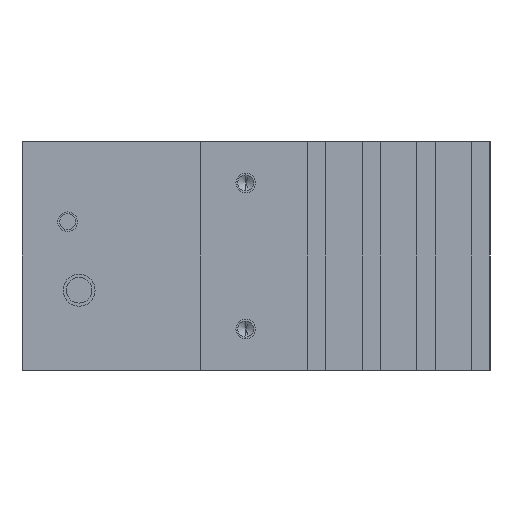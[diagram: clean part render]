
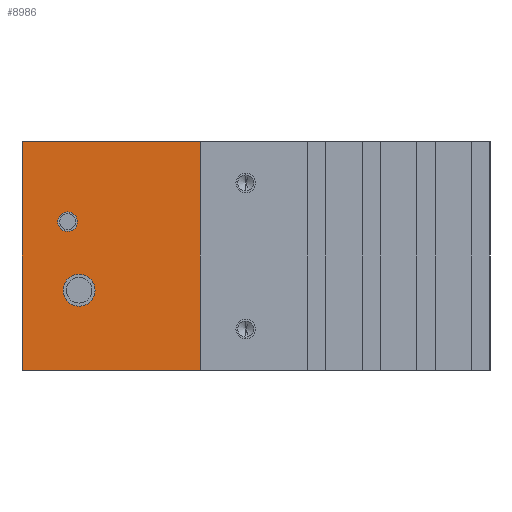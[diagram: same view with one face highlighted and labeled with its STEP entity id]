
A CAD part, left-side view. The second image highlights one B-rep face of the part: STEP entity #8986.
In plain terms, the highlighted planar face has unit normal (-1, 0, 0).
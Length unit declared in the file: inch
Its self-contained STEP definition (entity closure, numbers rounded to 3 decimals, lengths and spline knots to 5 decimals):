
#91 = AXIS2_PLACEMENT_3D ( 'NONE', #10133, #3264, #5604 ) ;
#271 = CARTESIAN_POINT ( 'NONE',  ( -0.5, 1., -0.22 ) ) ;
#276 = LINE ( 'NONE', #13802, #5182 ) ;
#381 = EDGE_CURVE ( 'NONE', #1714, #7816, #5593, .T. ) ;
#656 = CARTESIAN_POINT ( 'NONE',  ( -0.5, 0.47, -0.5 ) ) ;
#708 = AXIS2_PLACEMENT_3D ( 'NONE', #11852, #10678, #1903 ) ;
#717 = ORIENTED_EDGE ( 'NONE', *, *, #381, .F. ) ;
#1593 = CIRCLE ( 'NONE', #8360, 0.043 ) ;
#1714 = VERTEX_POINT ( 'NONE', #7314 ) ;
#1903 = DIRECTION ( 'NONE',  ( 0., 0., 1. ) ) ;
#1990 = DIRECTION ( 'NONE',  ( 0., 0., 1. ) ) ;
#2185 = DIRECTION ( 'NONE',  ( 0., 0., 1. ) ) ;
#2231 = EDGE_LOOP ( 'NONE', ( #12096, #6182, #9123, #5812 ) ) ;
#2258 = LINE ( 'NONE', #5544, #7912 ) ;
#2316 = CARTESIAN_POINT ( 'NONE',  ( -0.5, 1.25, 0.5 ) ) ;
#2374 = VERTEX_POINT ( 'NONE', #4131 ) ;
#2882 = ORIENTED_EDGE ( 'NONE', *, *, #7506, .F. ) ;
#3264 = DIRECTION ( 'NONE',  ( -1., 0., 0. ) ) ;
#3453 = ORIENTED_EDGE ( 'NONE', *, *, #11176, .F. ) ;
#4131 = CARTESIAN_POINT ( 'NONE',  ( -0.5, 1.25, 0.5 ) ) ;
#4167 = VECTOR ( 'NONE', #2185, 39.37008 ) ;
#4339 = DIRECTION ( 'NONE',  ( 0., 0., 1. ) ) ;
#4816 = DIRECTION ( 'NONE',  ( 0., 0., 1. ) ) ;
#5152 = VECTOR ( 'NONE', #1990, 39.37008 ) ;
#5182 = VECTOR ( 'NONE', #13729, 39.37008 ) ;
#5350 = LINE ( 'NONE', #12085, #5152 ) ;
#5404 = VERTEX_POINT ( 'NONE', #10899 ) ;
#5431 = EDGE_LOOP ( 'NONE', ( #717, #2882 ) ) ;
#5544 = CARTESIAN_POINT ( 'NONE',  ( -0.5, 1.25, 0.5 ) ) ;
#5593 = CIRCLE ( 'NONE', #13730, 0.043 ) ;
#5604 = DIRECTION ( 'NONE',  ( 0., 0., 1. ) ) ;
#5812 = ORIENTED_EDGE ( 'NONE', *, *, #8055, .F. ) ;
#6182 = ORIENTED_EDGE ( 'NONE', *, *, #10947, .T. ) ;
#6337 = EDGE_LOOP ( 'NONE', ( #3453, #13075 ) ) ;
#6405 = CIRCLE ( 'NONE', #91, 0.07 ) ;
#6632 = PLANE ( 'NONE',  #7343 ) ;
#7314 = CARTESIAN_POINT ( 'NONE',  ( -0.5, 1.05, 0.193 ) ) ;
#7343 = AXIS2_PLACEMENT_3D ( 'NONE', #2316, #7880, #7736 ) ;
#7506 = EDGE_CURVE ( 'NONE', #7816, #1714, #1593, .T. ) ;
#7736 = DIRECTION ( 'NONE',  ( 0., 0., -1. ) ) ;
#7816 = VERTEX_POINT ( 'NONE', #12732 ) ;
#7880 = DIRECTION ( 'NONE',  ( 1., 0., 0. ) ) ;
#7912 = VECTOR ( 'NONE', #8776, 39.37008 ) ;
#8055 = EDGE_CURVE ( 'NONE', #8769, #2374, #12208, .T. ) ;
#8111 = EDGE_CURVE ( 'NONE', #2374, #14128, #2258, .T. ) ;
#8180 = CARTESIAN_POINT ( 'NONE',  ( -0.5, 1.05, 0.15 ) ) ;
#8194 = DIRECTION ( 'NONE',  ( -1., 0., 0. ) ) ;
#8360 = AXIS2_PLACEMENT_3D ( 'NONE', #8180, #12028, #4339 ) ;
#8749 = VERTEX_POINT ( 'NONE', #271 ) ;
#8769 = VERTEX_POINT ( 'NONE', #13235 ) ;
#8776 = DIRECTION ( 'NONE',  ( 0., -1., 0. ) ) ;
#8985 = EDGE_CURVE ( 'NONE', #8749, #5404, #6405, .T. ) ;
#8986 = ADVANCED_FACE ( 'NONE', ( #11012, #10063, #14307 ), #6632, .F. ) ;
#9123 = ORIENTED_EDGE ( 'NONE', *, *, #8111, .F. ) ;
#9855 = CARTESIAN_POINT ( 'NONE',  ( -0.5, 1.25, 0.5 ) ) ;
#10063 = FACE_BOUND ( 'NONE', #6337, .T. ) ;
#10133 = CARTESIAN_POINT ( 'NONE',  ( -0.5, 1., -0.15 ) ) ;
#10678 = DIRECTION ( 'NONE',  ( -1., 0., 0. ) ) ;
#10899 = CARTESIAN_POINT ( 'NONE',  ( -0.5, 1., -0.08 ) ) ;
#10947 = EDGE_CURVE ( 'NONE', #11239, #14128, #5350, .T. ) ;
#11012 = FACE_BOUND ( 'NONE', #5431, .T. ) ;
#11176 = EDGE_CURVE ( 'NONE', #5404, #8749, #12154, .T. ) ;
#11239 = VERTEX_POINT ( 'NONE', #656 ) ;
#11852 = CARTESIAN_POINT ( 'NONE',  ( -0.5, 1., -0.15 ) ) ;
#12028 = DIRECTION ( 'NONE',  ( -1., 0., 0. ) ) ;
#12085 = CARTESIAN_POINT ( 'NONE',  ( -0.5, 0.47, 0.5 ) ) ;
#12096 = ORIENTED_EDGE ( 'NONE', *, *, #12738, .T. ) ;
#12154 = CIRCLE ( 'NONE', #708, 0.07 ) ;
#12208 = LINE ( 'NONE', #9855, #4167 ) ;
#12582 = CARTESIAN_POINT ( 'NONE',  ( -0.5, 1.05, 0.15 ) ) ;
#12732 = CARTESIAN_POINT ( 'NONE',  ( -0.5, 1.05, 0.107 ) ) ;
#12738 = EDGE_CURVE ( 'NONE', #8769, #11239, #276, .T. ) ;
#13075 = ORIENTED_EDGE ( 'NONE', *, *, #8985, .F. ) ;
#13235 = CARTESIAN_POINT ( 'NONE',  ( -0.5, 1.25, -0.5 ) ) ;
#13729 = DIRECTION ( 'NONE',  ( 0., -1., 0. ) ) ;
#13730 = AXIS2_PLACEMENT_3D ( 'NONE', #12582, #8194, #4816 ) ;
#13802 = CARTESIAN_POINT ( 'NONE',  ( -0.5, 1.25, -0.5 ) ) ;
#14032 = CARTESIAN_POINT ( 'NONE',  ( -0.5, 0.47, 0.5 ) ) ;
#14128 = VERTEX_POINT ( 'NONE', #14032 ) ;
#14307 = FACE_OUTER_BOUND ( 'NONE', #2231, .T. ) ;
